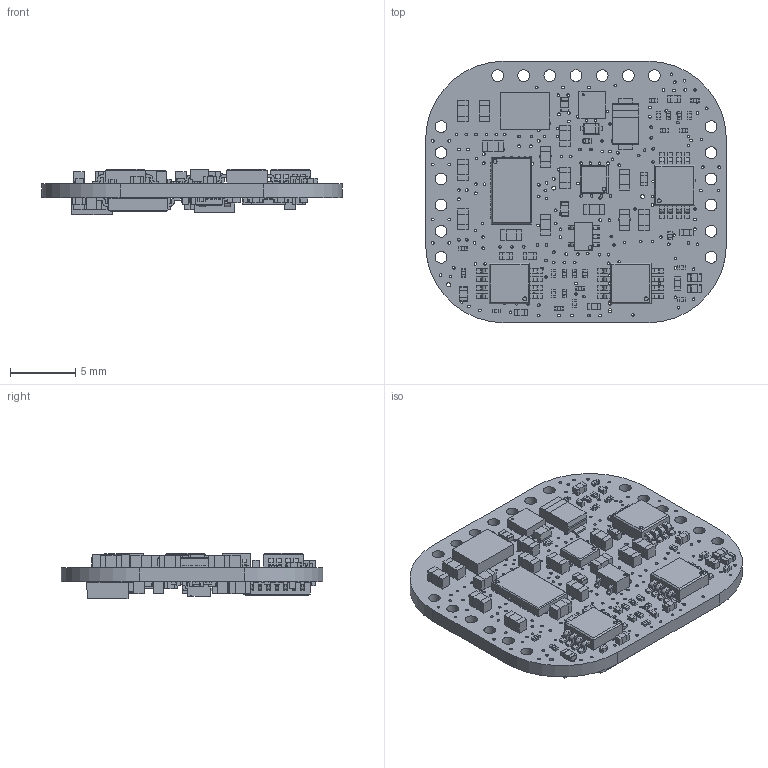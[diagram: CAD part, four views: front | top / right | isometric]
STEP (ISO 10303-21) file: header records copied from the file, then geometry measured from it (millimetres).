
FILE_DESCRIPTION(('FreeCAD Model'),'2;1');
FILE_NAME('GSV-5_rev03.step', '2020-09-29T12:49:06',('Author'),(''), 'Open CASCADE STEP processor 7.2','FreeCAD','Unknown');
FILE_SCHEMA(('AUTOMOTIVE_DESIGN { 1 0 10303 214 1 1 1 1 }'));
Length unit declared in the file: millimetre
Products named in the file (123): Board; SON50P300X500X80-19T165X440; CAPC1608X80N; CAPC1608X80N001; CAPC1608X80N002; CAPC1608X80N003; CAPC1608X80N004; CAPC1608X80N005; CAPC1608X80N006; CAPC1608X80N007; CAPC1608X80N008; CAPC1608X80N009; CAPC1608X80N010; CAPC1608X80N011; CAPC1608X80N012; CAPC1608X80N013; CAPC1608X80N014; CAPC1608X80N015; CAPC1608X80N016; CAPC1608X80N017; CAPC1608X80N018; CAPC1608X80N019; CAPC1608X80N020; CAPC1608X80N021; CAPC0603X30N; CAPC0603X30N001; CAPC0603X30N002; CAPC0603X30N003; CAPC0603X30N004; CAPC0603X30N005; CAPC0603X30N006; CAPC0603X30N007; CAPC0603X30N008; CAPC0603X30N009; CAPC0603X30N010; CAPC0603X30N011; CAPC0603X30N012; CAPC0603X30N013; CAPC0603X30N014; CAPC0603X30N015 ...
Bounding box: 23 x 20 x 3.47 mm (x, y, z)
Volume: 609.6 mm3; surface area: 1973.6 mm2
Topology: 148 solids, 148 shells, 5626 faces, 15436 edges, 18282 vertices
Faces by surface type: plane 3041, cylinder 1783, sphere 784, bspline 18
Full cylindrical faces by diameter (mm): 0.2 x242, 0.3 x17, 0.9 x19
Entity records: 434690 total; most frequent: CARTESIAN_POINT 113365, DIRECTION 52958, LINE 33415, VECTOR 33415, ORIENTED_EDGE 25536, PCURVE 25536, DEFINITIONAL_REPRESENTATION 25536, EDGE_CURVE 12768
